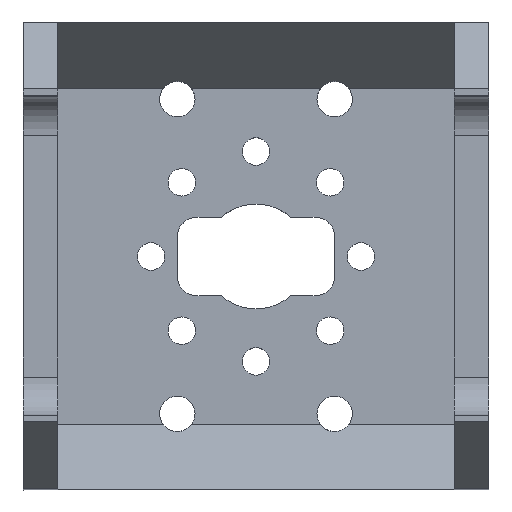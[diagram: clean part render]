
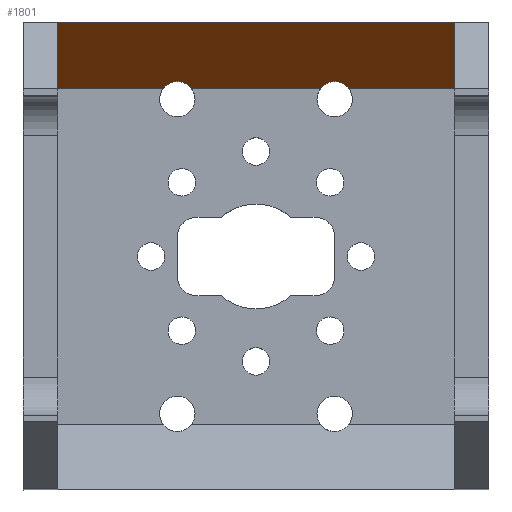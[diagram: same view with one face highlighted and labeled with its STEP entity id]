
A CAD part, top view. The second image highlights one B-rep face of the part: STEP entity #1801.
In plain terms, the highlighted face is planar.
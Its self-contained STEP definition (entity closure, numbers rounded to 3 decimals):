
#25=ELLIPSE('',#1981,2.084,1.35);
#26=ELLIPSE('',#1982,2.084,1.35);
#28=ELLIPSE('',#1988,2.084,1.35);
#29=ELLIPSE('',#1989,2.084,1.35);
#293=FACE_OUTER_BOUND('',#416,.T.);
#416=EDGE_LOOP('',(#1581,#1582,#1583,#1584,#1585,#1586,#1587,#1588,#1589,
#1590));
#563=LINE('',#2940,#715);
#564=LINE('',#2944,#716);
#570=LINE('',#2963,#722);
#575=LINE('',#3010,#727);
#576=LINE('',#3012,#728);
#577=LINE('',#3013,#729);
#715=VECTOR('',#2399,10.);
#716=VECTOR('',#2402,10.);
#722=VECTOR('',#2416,10.);
#727=VECTOR('',#2475,10.);
#728=VECTOR('',#2476,10.);
#729=VECTOR('',#2477,10.);
#879=VERTEX_POINT('',#2936);
#880=VERTEX_POINT('',#2937);
#881=VERTEX_POINT('',#2939);
#882=VERTEX_POINT('',#2941);
#883=VERTEX_POINT('',#2943);
#892=VERTEX_POINT('',#2961);
#902=VERTEX_POINT('',#2987);
#905=VERTEX_POINT('',#2999);
#907=VERTEX_POINT('',#3009);
#908=VERTEX_POINT('',#3011);
#1108=EDGE_CURVE('',#881,#880,#563,.F.);
#1110=EDGE_CURVE('',#883,#882,#564,.F.);
#1120=EDGE_CURVE('',#879,#892,#570,.F.);
#1134=EDGE_CURVE('',#880,#902,#25,.F.);
#1135=EDGE_CURVE('',#902,#879,#26,.F.);
#1141=EDGE_CURVE('',#882,#905,#28,.F.);
#1142=EDGE_CURVE('',#905,#881,#29,.F.);
#1146=EDGE_CURVE('',#907,#892,#575,.T.);
#1147=EDGE_CURVE('',#908,#907,#576,.F.);
#1148=EDGE_CURVE('',#908,#883,#577,.T.);
#1581=ORIENTED_EDGE('',*,*,#1134,.T.);
#1582=ORIENTED_EDGE('',*,*,#1135,.T.);
#1583=ORIENTED_EDGE('',*,*,#1120,.T.);
#1584=ORIENTED_EDGE('',*,*,#1146,.F.);
#1585=ORIENTED_EDGE('',*,*,#1147,.F.);
#1586=ORIENTED_EDGE('',*,*,#1148,.T.);
#1587=ORIENTED_EDGE('',*,*,#1110,.T.);
#1588=ORIENTED_EDGE('',*,*,#1141,.T.);
#1589=ORIENTED_EDGE('',*,*,#1142,.T.);
#1590=ORIENTED_EDGE('',*,*,#1108,.T.);
#1730=PLANE('',#1993);
#1801=ADVANCED_FACE('',(#293),#1730,.T.);
#1981=AXIS2_PLACEMENT_3D('',#2989,#2446,#2447);
#1982=AXIS2_PLACEMENT_3D('',#2990,#2448,#2449);
#1988=AXIS2_PLACEMENT_3D('',#3001,#2462,#2463);
#1989=AXIS2_PLACEMENT_3D('',#3002,#2464,#2465);
#1993=AXIS2_PLACEMENT_3D('',#3008,#2473,#2474);
#2399=DIRECTION('',(0.,-1.,0.));
#2402=DIRECTION('',(0.,-1.,0.));
#2416=DIRECTION('',(0.,-1.,0.));
#2446=DIRECTION('center_axis',(0.762,0.,0.648));
#2447=DIRECTION('ref_axis',(0.648,0.,-0.762));
#2448=DIRECTION('center_axis',(0.762,0.,0.648));
#2449=DIRECTION('ref_axis',(0.648,0.,-0.762));
#2462=DIRECTION('center_axis',(0.762,0.,0.648));
#2463=DIRECTION('ref_axis',(0.648,0.,-0.762));
#2464=DIRECTION('center_axis',(0.762,0.,0.648));
#2465=DIRECTION('ref_axis',(0.648,0.,-0.762));
#2473=DIRECTION('center_axis',(0.762,0.,0.648));
#2474=DIRECTION('ref_axis',(0.648,0.,-0.762));
#2475=DIRECTION('',(0.648,0.,-0.762));
#2476=DIRECTION('',(0.,-1.,0.));
#2477=DIRECTION('',(0.648,0.,-0.762));
#2936=CARTESIAN_POINT('',(-12.831,7.064,7.85));
#2937=CARTESIAN_POINT('',(-12.831,4.936,7.85));
#2939=CARTESIAN_POINT('',(-12.831,-4.936,7.85));
#2940=CARTESIAN_POINT('',(-12.831,-17.75,7.85));
#2941=CARTESIAN_POINT('',(-12.831,-7.064,7.85));
#2943=CARTESIAN_POINT('',(-12.831,-17.75,7.85));
#2944=CARTESIAN_POINT('',(-12.831,-17.75,7.85));
#2961=CARTESIAN_POINT('',(-12.831,17.75,7.85));
#2963=CARTESIAN_POINT('',(-12.831,-17.75,7.85));
#2987=CARTESIAN_POINT('',(-13.35,6.,8.46));
#2989=CARTESIAN_POINT('Origin',(-12.,6.,6.872));
#2990=CARTESIAN_POINT('Origin',(-12.,6.,6.872));
#2999=CARTESIAN_POINT('',(-13.35,-6.,8.46));
#3001=CARTESIAN_POINT('Origin',(-12.,-6.,6.872));
#3002=CARTESIAN_POINT('Origin',(-12.,-6.,6.872));
#3008=CARTESIAN_POINT('Origin',(-17.876,-17.75,13.785));
#3009=CARTESIAN_POINT('',(-17.8,17.75,13.696));
#3010=CARTESIAN_POINT('',(-13.033,17.75,8.087));
#3011=CARTESIAN_POINT('',(-17.8,-17.75,13.696));
#3012=CARTESIAN_POINT('',(-17.8,-17.75,13.696));
#3013=CARTESIAN_POINT('',(-13.033,-17.75,8.087));
